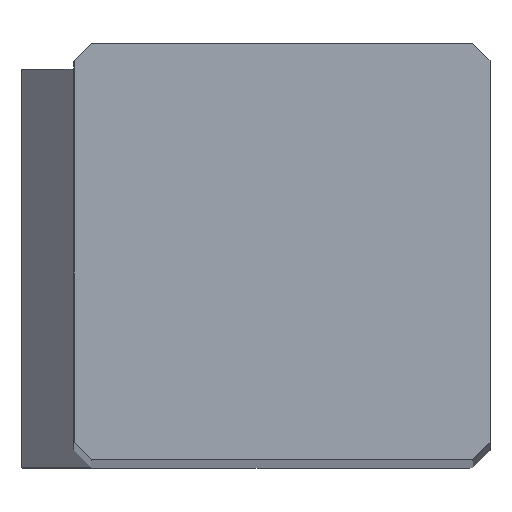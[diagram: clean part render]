
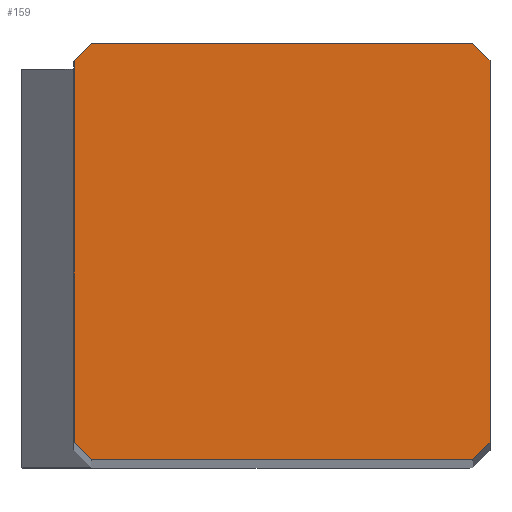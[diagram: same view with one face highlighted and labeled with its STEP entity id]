
A CAD part, top view. The second image highlights one B-rep face of the part: STEP entity #159.
In plain terms, the highlighted planar face has unit normal (0, 0, 1).
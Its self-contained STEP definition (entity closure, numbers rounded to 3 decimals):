
#103=FACE_OUTER_BOUND('',#250,.T.);
#159=ADVANCED_FACE('',(#103),#217,.T.);
#217=PLANE('',#1216);
#250=EDGE_LOOP('',(#400,#401,#402,#403,#404,#405,#406,#407));
#400=ORIENTED_EDGE('',*,*,#823,.T.);
#401=ORIENTED_EDGE('',*,*,#824,.F.);
#402=ORIENTED_EDGE('',*,*,#825,.F.);
#403=ORIENTED_EDGE('',*,*,#826,.F.);
#404=ORIENTED_EDGE('',*,*,#798,.T.);
#405=ORIENTED_EDGE('',*,*,#795,.F.);
#406=ORIENTED_EDGE('',*,*,#790,.F.);
#407=ORIENTED_EDGE('',*,*,#820,.F.);
#681=VERTEX_POINT('',#1660);
#682=VERTEX_POINT('',#1662);
#686=VERTEX_POINT('',#1672);
#688=VERTEX_POINT('',#1678);
#706=VERTEX_POINT('',#1721);
#707=VERTEX_POINT('',#1725);
#708=VERTEX_POINT('',#1729);
#709=VERTEX_POINT('',#1731);
#790=EDGE_CURVE('',#681,#682,#951,.T.);
#795=EDGE_CURVE('',#682,#686,#954,.T.);
#798=EDGE_CURVE('',#688,#686,#957,.T.);
#820=EDGE_CURVE('',#706,#681,#976,.T.);
#823=EDGE_CURVE('',#706,#707,#979,.T.);
#824=EDGE_CURVE('',#708,#707,#980,.T.);
#825=EDGE_CURVE('',#709,#708,#981,.T.);
#826=EDGE_CURVE('',#688,#709,#982,.T.);
#951=LINE('',#1661,#1044);
#954=LINE('',#1671,#1047);
#957=LINE('',#1677,#1050);
#976=LINE('',#1720,#1069);
#979=LINE('',#1726,#1072);
#980=LINE('',#1728,#1073);
#981=LINE('',#1730,#1074);
#982=LINE('',#1732,#1075);
#1044=VECTOR('',#1338,1.);
#1047=VECTOR('',#1347,1.);
#1050=VECTOR('',#1352,1.);
#1069=VECTOR('',#1383,1.);
#1072=VECTOR('',#1388,1.);
#1073=VECTOR('',#1391,1.);
#1074=VECTOR('',#1392,1.);
#1075=VECTOR('',#1393,1.);
#1216=AXIS2_PLACEMENT_3D('',#1733,#1394,#1395);
#1338=DIRECTION('',(-1.,0.,0.));
#1347=DIRECTION('',(-0.707,0.707,0.));
#1352=DIRECTION('',(0.,-1.,0.));
#1383=DIRECTION('',(-0.707,-0.707,0.));
#1388=DIRECTION('',(0.,1.,0.));
#1391=DIRECTION('',(0.707,-0.707,0.));
#1392=DIRECTION('',(1.,0.,0.));
#1393=DIRECTION('',(0.707,0.707,0.));
#1394=DIRECTION('',(0.,0.,1.));
#1395=DIRECTION('',(-1.,0.,0.));
#1660=CARTESIAN_POINT('',(11.5,0.,0.));
#1661=CARTESIAN_POINT('',(11.5,0.,0.));
#1662=CARTESIAN_POINT('',(0.5,0.,0.));
#1671=CARTESIAN_POINT('',(0.5,0.,0.));
#1672=CARTESIAN_POINT('',(0.,0.5,0.));
#1677=CARTESIAN_POINT('',(0.,11.5,0.));
#1678=CARTESIAN_POINT('',(0.,11.5,0.));
#1720=CARTESIAN_POINT('',(12.,0.5,0.));
#1721=CARTESIAN_POINT('',(12.,0.5,0.));
#1725=CARTESIAN_POINT('',(12.,11.5,0.));
#1726=CARTESIAN_POINT('',(12.,0.5,0.));
#1728=CARTESIAN_POINT('',(11.5,12.,0.));
#1729=CARTESIAN_POINT('',(11.5,12.,0.));
#1730=CARTESIAN_POINT('',(0.5,12.,0.));
#1731=CARTESIAN_POINT('',(0.5,12.,0.));
#1732=CARTESIAN_POINT('',(0.,11.5,0.));
#1733=CARTESIAN_POINT('',(6.,6.,0.));
